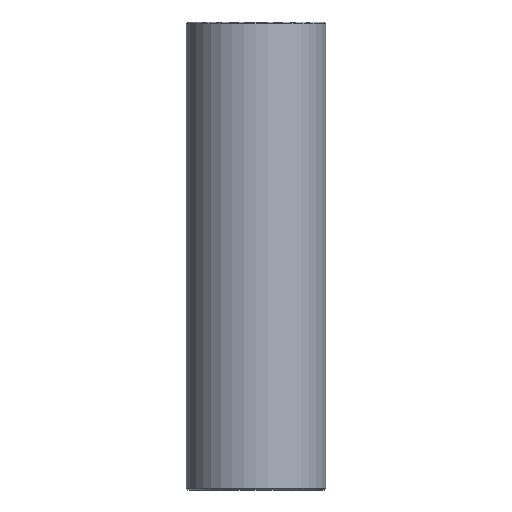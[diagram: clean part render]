
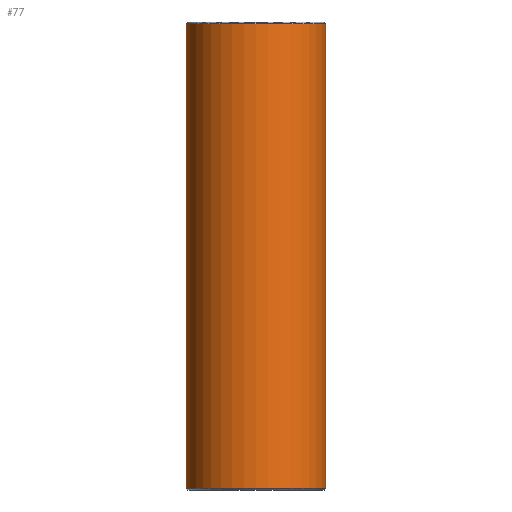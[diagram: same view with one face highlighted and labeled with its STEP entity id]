
A CAD part, front view. The second image highlights one B-rep face of the part: STEP entity #77.
In plain terms, the highlighted cylindrical face has radius 12.497 mm (diameter 24.994 mm), a full revolution.
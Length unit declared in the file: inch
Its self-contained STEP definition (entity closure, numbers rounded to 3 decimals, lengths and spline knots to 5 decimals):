
#15=CYLINDRICAL_SURFACE('',#88,0.492);
#21=FACE_BOUND('',#36,.T.);
#27=FACE_OUTER_BOUND('',#35,.T.);
#35=EDGE_LOOP('',(#65));
#36=EDGE_LOOP('',(#66));
#45=CIRCLE('',#87,0.492);
#46=CIRCLE('',#89,0.492);
#51=VERTEX_POINT('',#128);
#52=VERTEX_POINT('',#131);
#57=EDGE_CURVE('',#51,#51,#45,.T.);
#58=EDGE_CURVE('',#52,#52,#46,.T.);
#65=ORIENTED_EDGE('',*,*,#58,.F.);
#66=ORIENTED_EDGE('',*,*,#57,.T.);
#77=ADVANCED_FACE('',(#27,#21),#15,.T.);
#87=AXIS2_PLACEMENT_3D('',#129,#105,#106);
#88=AXIS2_PLACEMENT_3D('',#130,#107,#108);
#89=AXIS2_PLACEMENT_3D('',#132,#109,#110);
#105=DIRECTION('center_axis',(0.,0.,-1.));
#106=DIRECTION('ref_axis',(0.,1.,0.));
#107=DIRECTION('center_axis',(0.,0.,-1.));
#108=DIRECTION('ref_axis',(0.,1.,0.));
#109=DIRECTION('center_axis',(0.,0.,-1.));
#110=DIRECTION('ref_axis',(0.,1.,0.));
#128=CARTESIAN_POINT('',(0.,0.492,1.639));
#129=CARTESIAN_POINT('Origin',(0.,0.,1.639));
#130=CARTESIAN_POINT('Origin',(0.,0.,0.));
#131=CARTESIAN_POINT('',(0.,0.492,-1.639));
#132=CARTESIAN_POINT('Origin',(0.,0.,-1.639));
